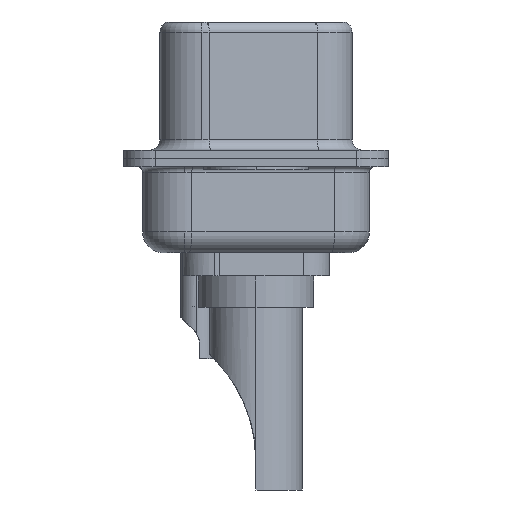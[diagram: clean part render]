
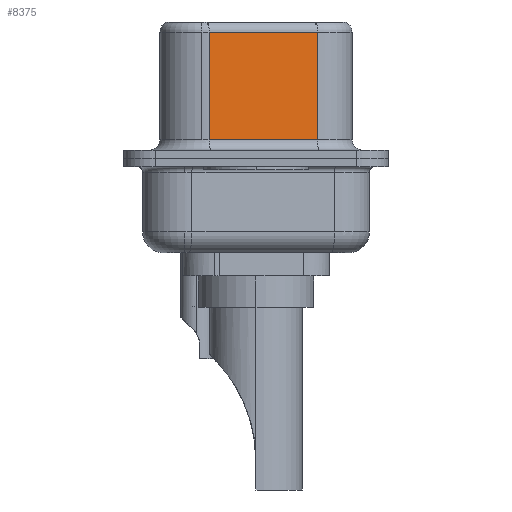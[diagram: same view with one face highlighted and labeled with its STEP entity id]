
A CAD part, left-side view. The second image highlights one B-rep face of the part: STEP entity #8375.
In plain terms, the highlighted planar face has unit normal (-0.985, -0.174, 0).
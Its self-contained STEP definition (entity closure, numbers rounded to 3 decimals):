
#295 = EDGE_CURVE ( 'NONE', #15186, #15181, #333, .T. ) ;
#333 = LINE ( 'NONE', #4341, #7629 ) ;
#743 = CARTESIAN_POINT ( 'NONE',  ( 4.58, -2.927, 6.52 ) ) ;
#779 = PLANE ( 'NONE',  #18127 ) ;
#965 = VECTOR ( 'NONE', #10460, 1000. ) ;
#1571 = CARTESIAN_POINT ( 'NONE',  ( 3.67, 2.233, 6.52 ) ) ;
#1809 = VERTEX_POINT ( 'NONE', #7666 ) ;
#1985 = CARTESIAN_POINT ( 'NONE',  ( 4.58, -2.927, 6.52 ) ) ;
#2151 = DIRECTION ( 'NONE',  ( 0., 0., -1. ) ) ;
#2898 = CARTESIAN_POINT ( 'NONE',  ( 3.67, 2.233, 6.02 ) ) ;
#3059 = VECTOR ( 'NONE', #16456, 1000. ) ;
#3551 = ORIENTED_EDGE ( 'NONE', *, *, #14609, .F. ) ;
#4341 = CARTESIAN_POINT ( 'NONE',  ( 4.58, -2.927, 0.9 ) ) ;
#6927 = CARTESIAN_POINT ( 'NONE',  ( 3.67, 2.233, 0.9 ) ) ;
#7389 = LINE ( 'NONE', #1985, #3059 ) ;
#7488 = DIRECTION ( 'NONE',  ( 0.174, -0.985, 0. ) ) ;
#7629 = VECTOR ( 'NONE', #7488, 1000. ) ;
#7666 = CARTESIAN_POINT ( 'NONE',  ( 4.58, -2.927, 6.02 ) ) ;
#7852 = ORIENTED_EDGE ( 'NONE', *, *, #295, .T. ) ;
#8122 = ORIENTED_EDGE ( 'NONE', *, *, #8330, .T. ) ;
#8147 = EDGE_CURVE ( 'NONE', #1809, #10824, #12082, .T. ) ;
#8330 = EDGE_CURVE ( 'NONE', #10824, #15186, #13197, .T. ) ;
#8375 = ADVANCED_FACE ( 'NONE', ( #16195 ), #779, .F. ) ;
#8906 = VECTOR ( 'NONE', #2151, 1000. ) ;
#9600 = CARTESIAN_POINT ( 'NONE',  ( 4.58, -2.927, 0.9 ) ) ;
#10312 = CARTESIAN_POINT ( 'NONE',  ( 4.58, -2.927, 6.02 ) ) ;
#10460 = DIRECTION ( 'NONE',  ( -0.174, 0.985, 0. ) ) ;
#10824 = VERTEX_POINT ( 'NONE', #2898 ) ;
#12082 = LINE ( 'NONE', #10312, #965 ) ;
#13197 = LINE ( 'NONE', #1571, #8906 ) ;
#14609 = EDGE_CURVE ( 'NONE', #1809, #15181, #7389, .T. ) ;
#15181 = VERTEX_POINT ( 'NONE', #9600 ) ;
#15186 = VERTEX_POINT ( 'NONE', #6927 ) ;
#16195 = FACE_OUTER_BOUND ( 'NONE', #18825, .T. ) ;
#16456 = DIRECTION ( 'NONE',  ( 0., 0., -1. ) ) ;
#17249 = ORIENTED_EDGE ( 'NONE', *, *, #8147, .T. ) ;
#18127 = AXIS2_PLACEMENT_3D ( 'NONE', #743, #18783, #18779 ) ;
#18779 = DIRECTION ( 'NONE',  ( -0.174, 0.985, 0. ) ) ;
#18783 = DIRECTION ( 'NONE',  ( 0.985, 0.174, 0. ) ) ;
#18825 = EDGE_LOOP ( 'NONE', ( #3551, #17249, #8122, #7852 ) ) ;
